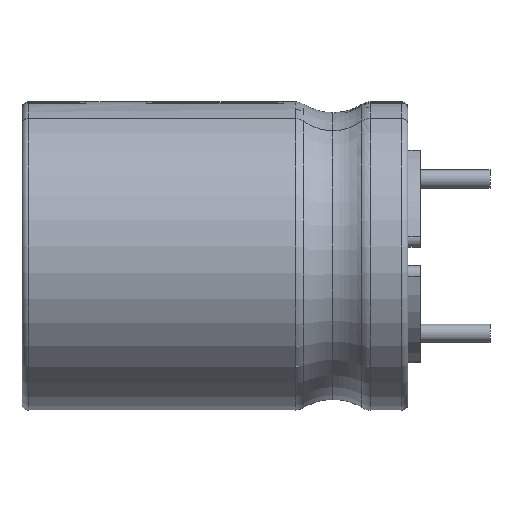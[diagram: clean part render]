
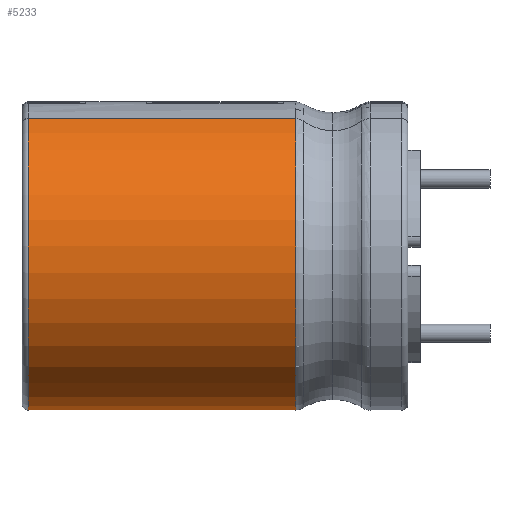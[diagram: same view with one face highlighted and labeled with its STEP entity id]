
A CAD part, left-side view. The second image highlights one B-rep face of the part: STEP entity #5233.
In plain terms, the highlighted cylindrical face has radius 5.08 mm (diameter 10.16 mm), a partial arc.
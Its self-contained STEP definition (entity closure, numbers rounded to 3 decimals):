
#489 = CARTESIAN_POINT ( 'NONE',  ( 2.3, 12.5, 4.53 ) ) ;
#607 = VECTOR ( 'NONE', #945, 1000. ) ;
#636 = DIRECTION ( 'NONE',  ( 0., 1., 0. ) ) ;
#771 = CARTESIAN_POINT ( 'NONE',  ( 0., 12.5, 0. ) ) ;
#945 = DIRECTION ( 'NONE',  ( 0., 1., 0. ) ) ;
#1024 = DIRECTION ( 'NONE',  ( 0., -1., 0. ) ) ;
#1244 = DIRECTION ( 'NONE',  ( 0., 1., 0. ) ) ;
#1456 = DIRECTION ( 'NONE',  ( 0., 1., 0. ) ) ;
#1465 = AXIS2_PLACEMENT_3D ( 'NONE', #3266, #1456, #5051 ) ;
#1699 = DIRECTION ( 'NONE',  ( 0., 0., 1. ) ) ;
#2136 = ORIENTED_EDGE ( 'NONE', *, *, #2867, .T. ) ;
#2231 = CARTESIAN_POINT ( 'NONE',  ( -2.3, 12.7, 4.53 ) ) ;
#2370 = CIRCLE ( 'NONE', #2957, 5.08 ) ;
#2756 = ORIENTED_EDGE ( 'NONE', *, *, #3179, .F. ) ;
#2867 = EDGE_CURVE ( 'NONE', #4450, #4513, #4832, .T. ) ;
#2884 = ORIENTED_EDGE ( 'NONE', *, *, #4794, .T. ) ;
#2957 = AXIS2_PLACEMENT_3D ( 'NONE', #3360, #636, #3811 ) ;
#3027 = CARTESIAN_POINT ( 'NONE',  ( -2.3, 3.692, 4.53 ) ) ;
#3179 = EDGE_CURVE ( 'NONE', #5151, #4513, #3369, .T. ) ;
#3266 = CARTESIAN_POINT ( 'NONE',  ( 0., 12.7, 0. ) ) ;
#3360 = CARTESIAN_POINT ( 'NONE',  ( 0., 3.692, 0. ) ) ;
#3369 = CIRCLE ( 'NONE', #4861, 5.08 ) ;
#3629 = ORIENTED_EDGE ( 'NONE', *, *, #4857, .T. ) ;
#3639 = LINE ( 'NONE', #4186, #4819 ) ;
#3811 = DIRECTION ( 'NONE',  ( 0., 0., 1. ) ) ;
#3995 = CARTESIAN_POINT ( 'NONE',  ( -2.3, 12.5, 4.53 ) ) ;
#4186 = CARTESIAN_POINT ( 'NONE',  ( 2.3, 12.7, 4.53 ) ) ;
#4262 = CYLINDRICAL_SURFACE ( 'NONE', #1465, 5.08 ) ;
#4450 = VERTEX_POINT ( 'NONE', #3027 ) ;
#4513 = VERTEX_POINT ( 'NONE', #3995 ) ;
#4794 = EDGE_CURVE ( 'NONE', #5151, #4967, #3639, .T. ) ;
#4806 = FACE_OUTER_BOUND ( 'NONE', #5556, .T. ) ;
#4819 = VECTOR ( 'NONE', #1024, 1000. ) ;
#4832 = LINE ( 'NONE', #2231, #607 ) ;
#4857 = EDGE_CURVE ( 'NONE', #4967, #4450, #2370, .T. ) ;
#4861 = AXIS2_PLACEMENT_3D ( 'NONE', #771, #1244, #1699 ) ;
#4967 = VERTEX_POINT ( 'NONE', #5283 ) ;
#5051 = DIRECTION ( 'NONE',  ( 0., 0., 1. ) ) ;
#5151 = VERTEX_POINT ( 'NONE', #489 ) ;
#5233 = ADVANCED_FACE ( 'NONE', ( #4806 ), #4262, .T. ) ;
#5283 = CARTESIAN_POINT ( 'NONE',  ( 2.3, 3.692, 4.53 ) ) ;
#5556 = EDGE_LOOP ( 'NONE', ( #2756, #2884, #3629, #2136 ) ) ;
